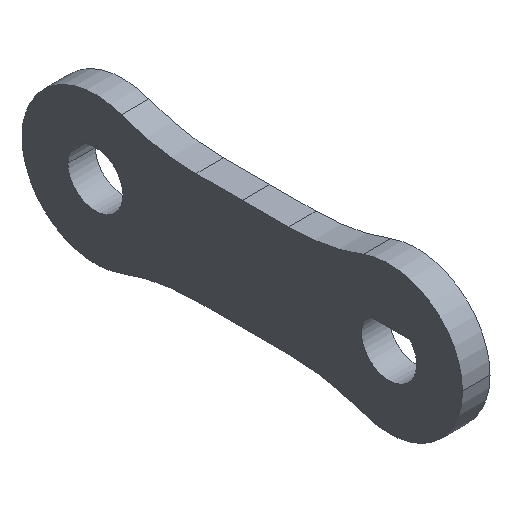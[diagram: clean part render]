
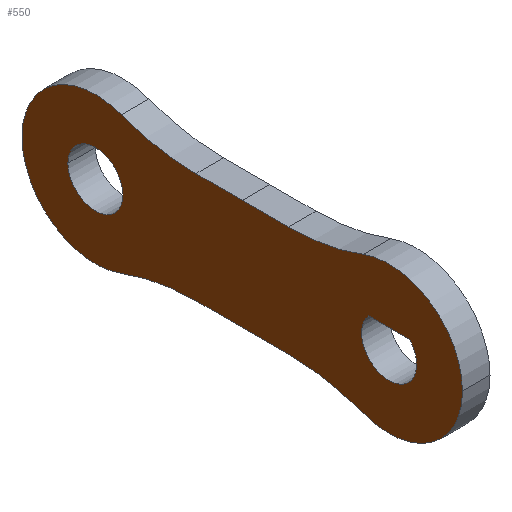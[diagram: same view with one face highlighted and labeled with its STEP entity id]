
A CAD part, isometric view. The second image highlights one B-rep face of the part: STEP entity #550.
In plain terms, the highlighted planar face has unit normal (-1, 0, 0).
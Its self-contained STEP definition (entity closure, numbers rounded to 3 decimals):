
#61=CARTESIAN_POINT('Vertex',(-1.5,-13.173,7.484)) ;
#66=CARTESIAN_POINT('Axis2P3D Location',(-1.5,-16.,0.)) ;
#70=CARTESIAN_POINT('Vertex',(-1.5,-24.,0.)) ;
#92=CARTESIAN_POINT('Axis2P3D Location',(-1.5,-16.,0.)) ;
#96=CARTESIAN_POINT('Vertex',(-1.5,-13.173,-7.484)) ;
#123=CARTESIAN_POINT('Axis2P3D Location',(-1.5,-5.046,-29.)) ;
#127=CARTESIAN_POINT('Vertex',(-1.5,-5.046,-6.)) ;
#154=CARTESIAN_POINT('Line Origine',(-1.5,-2.523,-6.)) ;
#158=CARTESIAN_POINT('Vertex',(-1.5,0.,-6.)) ;
#180=CARTESIAN_POINT('Line Origine',(-1.5,2.523,-6.)) ;
#184=CARTESIAN_POINT('Vertex',(-1.5,5.046,-6.)) ;
#211=CARTESIAN_POINT('Axis2P3D Location',(-1.5,5.046,-29.)) ;
#215=CARTESIAN_POINT('Vertex',(-1.5,13.173,-7.484)) ;
#242=CARTESIAN_POINT('Axis2P3D Location',(-1.5,16.,0.)) ;
#246=CARTESIAN_POINT('Vertex',(-1.5,24.,0.)) ;
#268=CARTESIAN_POINT('Axis2P3D Location',(-1.5,16.,0.)) ;
#272=CARTESIAN_POINT('Vertex',(-1.5,13.173,7.484)) ;
#299=CARTESIAN_POINT('Axis2P3D Location',(-1.5,5.046,29.)) ;
#303=CARTESIAN_POINT('Vertex',(-1.5,5.046,6.)) ;
#330=CARTESIAN_POINT('Line Origine',(-1.5,2.523,6.)) ;
#334=CARTESIAN_POINT('Vertex',(-1.5,0.,6.)) ;
#356=CARTESIAN_POINT('Line Origine',(-1.5,-2.523,6.)) ;
#360=CARTESIAN_POINT('Vertex',(-1.5,-5.046,6.)) ;
#387=CARTESIAN_POINT('Axis2P3D Location',(-1.5,-5.046,29.)) ;
#422=CARTESIAN_POINT('Vertex',(-1.5,19.,0.)) ;
#425=CARTESIAN_POINT('Axis2P3D Location',(-1.5,16.,0.)) ;
#429=CARTESIAN_POINT('Vertex',(-1.5,13.,0.)) ;
#449=CARTESIAN_POINT('Axis2P3D Location',(-1.5,16.,0.)) ;
#479=CARTESIAN_POINT('Vertex',(-1.5,-13.764,2.)) ;
#482=CARTESIAN_POINT('Axis2P3D Location',(-1.5,-16.,0.)) ;
#486=CARTESIAN_POINT('Vertex',(-1.5,-18.236,2.)) ;
#511=CARTESIAN_POINT('Line Origine',(-1.5,-16.,2.)) ;
#523=CARTESIAN_POINT('Axis2P3D Location',(-1.5,0.,0.)) ;
#67=DIRECTION('Axis2P3D Direction',(1.,0.,0.)) ;
#93=DIRECTION('Axis2P3D Direction',(1.,0.,0.)) ;
#124=DIRECTION('Axis2P3D Direction',(1.,0.,0.)) ;
#155=DIRECTION('Vector Direction',(0.,-1.,0.)) ;
#181=DIRECTION('Vector Direction',(0.,1.,0.)) ;
#212=DIRECTION('Axis2P3D Direction',(1.,0.,0.)) ;
#243=DIRECTION('Axis2P3D Direction',(1.,0.,0.)) ;
#269=DIRECTION('Axis2P3D Direction',(1.,0.,0.)) ;
#300=DIRECTION('Axis2P3D Direction',(1.,0.,0.)) ;
#331=DIRECTION('Vector Direction',(0.,1.,0.)) ;
#357=DIRECTION('Vector Direction',(0.,-1.,0.)) ;
#388=DIRECTION('Axis2P3D Direction',(1.,0.,0.)) ;
#426=DIRECTION('Axis2P3D Direction',(1.,0.,0.)) ;
#450=DIRECTION('Axis2P3D Direction',(1.,0.,0.)) ;
#483=DIRECTION('Axis2P3D Direction',(1.,0.,0.)) ;
#512=DIRECTION('Vector Direction',(0.,1.,0.)) ;
#524=DIRECTION('Axis2P3D Direction',(1.,0.,0.)) ;
#525=DIRECTION('Axis2P3D XDirection',(0.,1.,0.)) ;
#68=AXIS2_PLACEMENT_3D('Circle Axis2P3D',#66,#67,$) ;
#94=AXIS2_PLACEMENT_3D('Circle Axis2P3D',#92,#93,$) ;
#125=AXIS2_PLACEMENT_3D('Circle Axis2P3D',#123,#124,$) ;
#213=AXIS2_PLACEMENT_3D('Circle Axis2P3D',#211,#212,$) ;
#244=AXIS2_PLACEMENT_3D('Circle Axis2P3D',#242,#243,$) ;
#270=AXIS2_PLACEMENT_3D('Circle Axis2P3D',#268,#269,$) ;
#301=AXIS2_PLACEMENT_3D('Circle Axis2P3D',#299,#300,$) ;
#389=AXIS2_PLACEMENT_3D('Circle Axis2P3D',#387,#388,$) ;
#427=AXIS2_PLACEMENT_3D('Circle Axis2P3D',#425,#426,$) ;
#451=AXIS2_PLACEMENT_3D('Circle Axis2P3D',#449,#450,$) ;
#484=AXIS2_PLACEMENT_3D('Circle Axis2P3D',#482,#483,$) ;
#526=AXIS2_PLACEMENT_3D('Plane Axis2P3D',#523,#524,#525) ;
#529=ORIENTED_EDGE('',*,*,#391,.F.) ;
#530=ORIENTED_EDGE('',*,*,#362,.F.) ;
#531=ORIENTED_EDGE('',*,*,#336,.F.) ;
#532=ORIENTED_EDGE('',*,*,#305,.F.) ;
#533=ORIENTED_EDGE('',*,*,#274,.F.) ;
#534=ORIENTED_EDGE('',*,*,#248,.F.) ;
#535=ORIENTED_EDGE('',*,*,#217,.F.) ;
#536=ORIENTED_EDGE('',*,*,#186,.F.) ;
#537=ORIENTED_EDGE('',*,*,#160,.F.) ;
#538=ORIENTED_EDGE('',*,*,#129,.F.) ;
#539=ORIENTED_EDGE('',*,*,#98,.F.) ;
#540=ORIENTED_EDGE('',*,*,#72,.F.) ;
#543=ORIENTED_EDGE('',*,*,#453,.T.) ;
#544=ORIENTED_EDGE('',*,*,#431,.T.) ;
#547=ORIENTED_EDGE('',*,*,#515,.T.) ;
#548=ORIENTED_EDGE('',*,*,#488,.T.) ;
#545=FACE_BOUND('',#542,.T.) ;
#549=FACE_BOUND('',#546,.T.) ;
#156=VECTOR('Line Direction',#155,1.) ;
#182=VECTOR('Line Direction',#181,1.) ;
#332=VECTOR('Line Direction',#331,1.) ;
#358=VECTOR('Line Direction',#357,1.) ;
#513=VECTOR('Line Direction',#512,1.) ;
#550=ADVANCED_FACE('Corps principal',(#541,#545,#549),#527,.F.) ;
#69=CIRCLE('generated circle',#68,8.) ;
#95=CIRCLE('generated circle',#94,8.) ;
#126=CIRCLE('generated circle',#125,23.) ;
#214=CIRCLE('generated circle',#213,23.) ;
#245=CIRCLE('generated circle',#244,8.) ;
#271=CIRCLE('generated circle',#270,8.) ;
#302=CIRCLE('generated circle',#301,23.) ;
#390=CIRCLE('generated circle',#389,23.) ;
#428=CIRCLE('generated circle',#427,3.) ;
#452=CIRCLE('generated circle',#451,3.) ;
#485=CIRCLE('generated circle',#484,3.) ;
#72=EDGE_CURVE('',#62,#71,#69,.T.) ;
#98=EDGE_CURVE('',#71,#97,#95,.T.) ;
#129=EDGE_CURVE('',#97,#128,#126,.F.) ;
#160=EDGE_CURVE('',#128,#159,#157,.F.) ;
#186=EDGE_CURVE('',#159,#185,#183,.T.) ;
#217=EDGE_CURVE('',#185,#216,#214,.F.) ;
#248=EDGE_CURVE('',#216,#247,#245,.T.) ;
#274=EDGE_CURVE('',#247,#273,#271,.T.) ;
#305=EDGE_CURVE('',#273,#304,#302,.F.) ;
#336=EDGE_CURVE('',#304,#335,#333,.F.) ;
#362=EDGE_CURVE('',#335,#361,#359,.T.) ;
#391=EDGE_CURVE('',#361,#62,#390,.F.) ;
#431=EDGE_CURVE('',#430,#423,#428,.T.) ;
#453=EDGE_CURVE('',#423,#430,#452,.T.) ;
#488=EDGE_CURVE('',#487,#480,#485,.T.) ;
#515=EDGE_CURVE('',#480,#487,#514,.F.) ;
#528=EDGE_LOOP('',(#529,#530,#531,#532,#533,#534,#535,#536,#537,#538,#539,#540)) ;
#542=EDGE_LOOP('',(#543,#544)) ;
#546=EDGE_LOOP('',(#547,#548)) ;
#541=FACE_OUTER_BOUND('',#528,.T.) ;
#157=LINE('Line',#154,#156) ;
#183=LINE('Line',#180,#182) ;
#333=LINE('Line',#330,#332) ;
#359=LINE('Line',#356,#358) ;
#514=LINE('Line',#511,#513) ;
#527=PLANE('Plane',#526) ;
#62=VERTEX_POINT('',#61) ;
#71=VERTEX_POINT('',#70) ;
#97=VERTEX_POINT('',#96) ;
#128=VERTEX_POINT('',#127) ;
#159=VERTEX_POINT('',#158) ;
#185=VERTEX_POINT('',#184) ;
#216=VERTEX_POINT('',#215) ;
#247=VERTEX_POINT('',#246) ;
#273=VERTEX_POINT('',#272) ;
#304=VERTEX_POINT('',#303) ;
#335=VERTEX_POINT('',#334) ;
#361=VERTEX_POINT('',#360) ;
#423=VERTEX_POINT('',#422) ;
#430=VERTEX_POINT('',#429) ;
#480=VERTEX_POINT('',#479) ;
#487=VERTEX_POINT('',#486) ;
